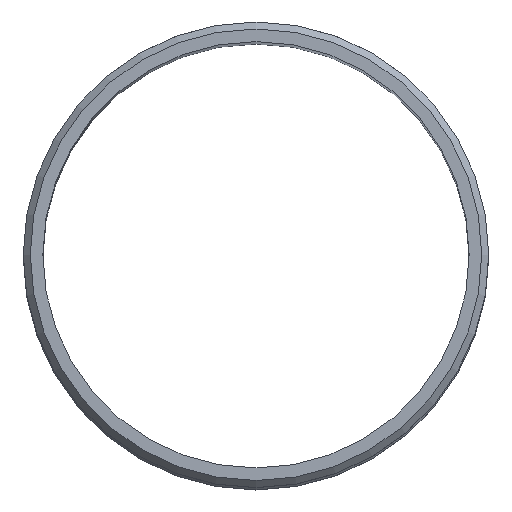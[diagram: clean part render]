
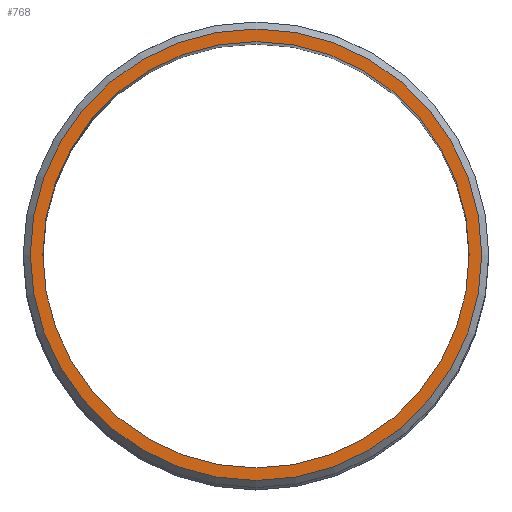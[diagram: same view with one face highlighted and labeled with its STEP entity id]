
A CAD part, top view. The second image highlights one B-rep face of the part: STEP entity #768.
In plain terms, the highlighted planar face has unit normal (0, 0, 1).
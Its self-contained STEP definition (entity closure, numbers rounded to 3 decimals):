
#32=FACE_BOUND('',#109,.T.);
#35=PLANE('',#834);
#59=FACE_OUTER_BOUND('',#108,.T.);
#108=EDGE_LOOP('',(#570));
#109=EDGE_LOOP('',(#571));
#143=CIRCLE('',#835,105.9);
#144=CIRCLE('',#836,100.);
#324=VERTEX_POINT('',#2078);
#325=VERTEX_POINT('',#2080);
#416=EDGE_CURVE('',#324,#324,#143,.T.);
#417=EDGE_CURVE('',#325,#325,#144,.T.);
#570=ORIENTED_EDGE('',*,*,#416,.F.);
#571=ORIENTED_EDGE('',*,*,#417,.T.);
#768=ADVANCED_FACE('',(#59,#32),#35,.T.);
#834=AXIS2_PLACEMENT_3D('',#2077,#955,#956);
#835=AXIS2_PLACEMENT_3D('',#2079,#957,#958);
#836=AXIS2_PLACEMENT_3D('',#2081,#959,#960);
#955=DIRECTION('center_axis',(0.,0.,1.));
#956=DIRECTION('ref_axis',(1.,0.,0.));
#957=DIRECTION('center_axis',(0.,0.,-1.));
#958=DIRECTION('ref_axis',(1.,0.,0.));
#959=DIRECTION('center_axis',(0.,0.,-1.));
#960=DIRECTION('ref_axis',(1.,0.,0.));
#2077=CARTESIAN_POINT('Origin',(0.,105.9,629.4));
#2078=CARTESIAN_POINT('',(0.,-105.9,629.4));
#2079=CARTESIAN_POINT('Origin',(0.,0.,629.4));
#2080=CARTESIAN_POINT('',(0.,-100.,629.4));
#2081=CARTESIAN_POINT('Origin',(0.,0.,629.4));
